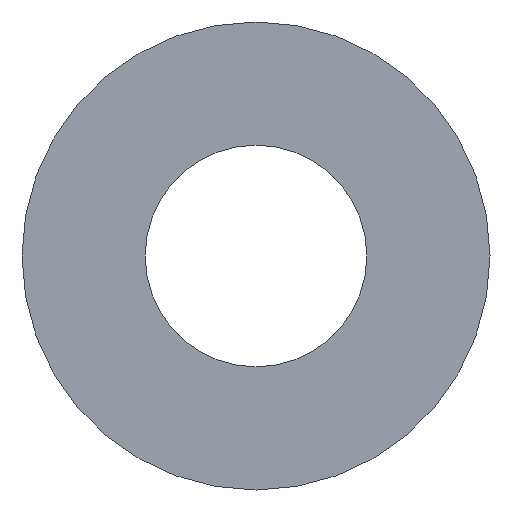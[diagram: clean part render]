
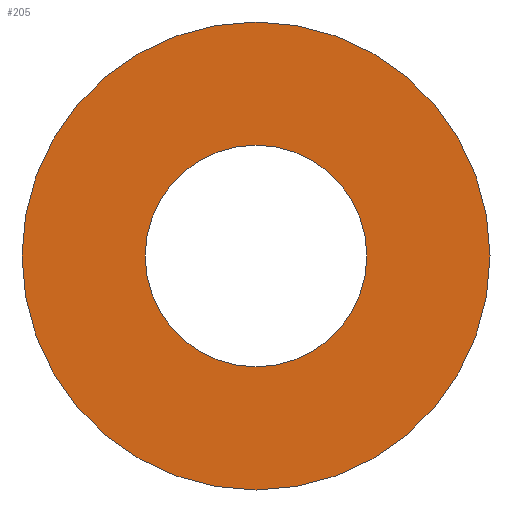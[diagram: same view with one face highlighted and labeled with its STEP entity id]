
A CAD part, front view. The second image highlights one B-rep face of the part: STEP entity #205.
In plain terms, the highlighted planar face has unit normal (0, -1, 0).
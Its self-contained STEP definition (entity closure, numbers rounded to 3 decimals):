
#2 = CARTESIAN_POINT ( 'NONE',  ( 0., 0., -45. ) ) ;
#4 = EDGE_CURVE ( 'NONE', #61, #215, #114, .T. ) ;
#8 = CARTESIAN_POINT ( 'NONE',  ( 0., 0., 0. ) ) ;
#9 = CIRCLE ( 'NONE', #192, 45. ) ;
#13 = FACE_BOUND ( 'NONE', #41, .T. ) ;
#16 = EDGE_CURVE ( 'NONE', #116, #59, #245, .T. ) ;
#22 = AXIS2_PLACEMENT_3D ( 'NONE', #8, #68, #72 ) ;
#28 = DIRECTION ( 'NONE',  ( 0., 1., 0. ) ) ;
#39 = AXIS2_PLACEMENT_3D ( 'NONE', #166, #28, #241 ) ;
#41 = EDGE_LOOP ( 'NONE', ( #137, #178 ) ) ;
#42 = DIRECTION ( 'NONE',  ( 0., 1., 0. ) ) ;
#44 = AXIS2_PLACEMENT_3D ( 'NONE', #144, #42, #117 ) ;
#59 = VERTEX_POINT ( 'NONE', #160 ) ;
#61 = VERTEX_POINT ( 'NONE', #102 ) ;
#62 = AXIS2_PLACEMENT_3D ( 'NONE', #147, #96, #140 ) ;
#65 = ORIENTED_EDGE ( 'NONE', *, *, #152, .F. ) ;
#68 = DIRECTION ( 'NONE',  ( 0., 1., 0. ) ) ;
#70 = CARTESIAN_POINT ( 'NONE',  ( 0., 0., -95. ) ) ;
#72 = DIRECTION ( 'NONE',  ( 0., 0., 1. ) ) ;
#87 = CIRCLE ( 'NONE', #39, 95. ) ;
#96 = DIRECTION ( 'NONE',  ( 0., 1., 0. ) ) ;
#102 = CARTESIAN_POINT ( 'NONE',  ( 0., 0., 95. ) ) ;
#114 = CIRCLE ( 'NONE', #62, 95. ) ;
#116 = VERTEX_POINT ( 'NONE', #2 ) ;
#117 = DIRECTION ( 'NONE',  ( 0., 0., 1. ) ) ;
#136 = ORIENTED_EDGE ( 'NONE', *, *, #4, .F. ) ;
#137 = ORIENTED_EDGE ( 'NONE', *, *, #16, .T. ) ;
#140 = DIRECTION ( 'NONE',  ( 0., 0., 1. ) ) ;
#144 = CARTESIAN_POINT ( 'NONE',  ( 0., 0., 0. ) ) ;
#145 = EDGE_CURVE ( 'NONE', #59, #116, #9, .T. ) ;
#147 = CARTESIAN_POINT ( 'NONE',  ( 0., 0., 0. ) ) ;
#148 = DIRECTION ( 'NONE',  ( 0., 1., 0. ) ) ;
#152 = EDGE_CURVE ( 'NONE', #215, #61, #87, .T. ) ;
#160 = CARTESIAN_POINT ( 'NONE',  ( 0., 0., 45. ) ) ;
#166 = CARTESIAN_POINT ( 'NONE',  ( 0., 0., 0. ) ) ;
#167 = PLANE ( 'NONE',  #22 ) ;
#178 = ORIENTED_EDGE ( 'NONE', *, *, #145, .T. ) ;
#192 = AXIS2_PLACEMENT_3D ( 'NONE', #196, #148, #225 ) ;
#196 = CARTESIAN_POINT ( 'NONE',  ( 0., 0., 0. ) ) ;
#205 = ADVANCED_FACE ( 'NONE', ( #244, #13 ), #167, .F. ) ;
#215 = VERTEX_POINT ( 'NONE', #70 ) ;
#216 = EDGE_LOOP ( 'NONE', ( #65, #136 ) ) ;
#225 = DIRECTION ( 'NONE',  ( 0., 0., 1. ) ) ;
#241 = DIRECTION ( 'NONE',  ( 0., 0., 1. ) ) ;
#244 = FACE_OUTER_BOUND ( 'NONE', #216, .T. ) ;
#245 = CIRCLE ( 'NONE', #44, 45. ) ;
